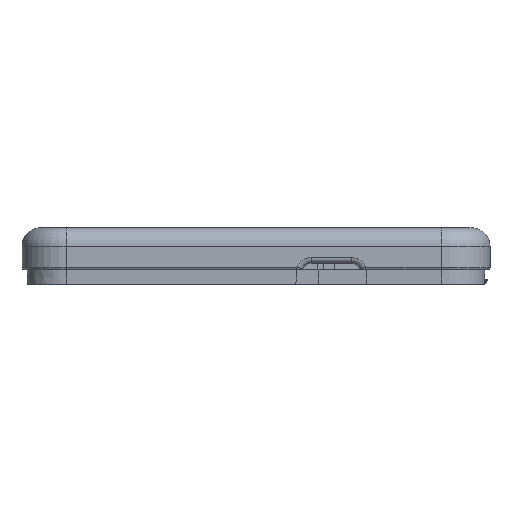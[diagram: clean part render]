
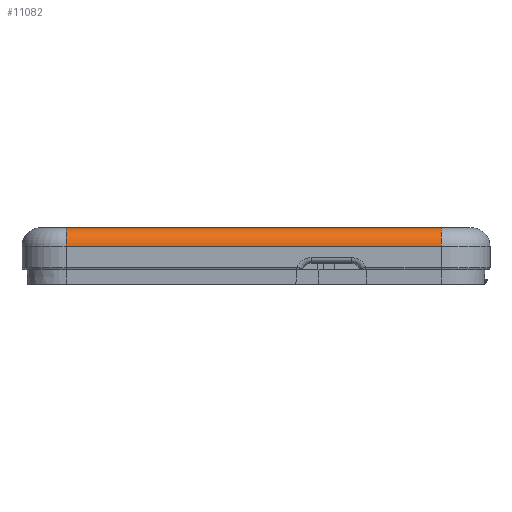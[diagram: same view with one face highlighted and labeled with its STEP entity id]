
A CAD part, left-side view. The second image highlights one B-rep face of the part: STEP entity #11082.
In plain terms, the highlighted cylindrical face has radius 5 mm (diameter 10 mm), a partial arc.
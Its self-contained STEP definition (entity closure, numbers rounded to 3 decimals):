
#854=CIRCLE('',#12251,5.);
#856=CIRCLE('',#12254,5.);
#937=CYLINDRICAL_SURFACE('',#12253,5.);
#1537=FACE_OUTER_BOUND('',#2184,.T.);
#2184=EDGE_LOOP('',(#10064,#10065,#10066,#10067));
#2377=LINE('',#16739,#3351);
#3129=LINE('',#19309,#4103);
#3351=VECTOR('',#12783,10.);
#4103=VECTOR('',#15183,10.);
#4357=VERTEX_POINT('',#16736);
#4358=VERTEX_POINT('',#16738);
#5095=VERTEX_POINT('',#19306);
#5096=VERTEX_POINT('',#19308);
#5469=EDGE_CURVE('',#4358,#4357,#2377,.T.);
#6660=EDGE_CURVE('',#5096,#5095,#3129,.T.);
#6801=EDGE_CURVE('',#4358,#5095,#854,.T.);
#6803=EDGE_CURVE('',#4357,#5096,#856,.T.);
#10064=ORIENTED_EDGE('',*,*,#6803,.T.);
#10065=ORIENTED_EDGE('',*,*,#6660,.T.);
#10066=ORIENTED_EDGE('',*,*,#6801,.F.);
#10067=ORIENTED_EDGE('',*,*,#5469,.T.);
#11082=ADVANCED_FACE('',(#1537),#937,.T.);
#12251=AXIS2_PLACEMENT_3D('',#19679,#15561,#15562);
#12253=AXIS2_PLACEMENT_3D('',#19681,#15565,#15566);
#12254=AXIS2_PLACEMENT_3D('',#19682,#15567,#15568);
#12783=DIRECTION('',(0.,-1.,0.));
#15183=DIRECTION('',(0.,1.,0.));
#15561=DIRECTION('center_axis',(0.,1.,0.));
#15562=DIRECTION('ref_axis',(-1.,0.,0.));
#15565=DIRECTION('center_axis',(0.,-1.,0.));
#15566=DIRECTION('ref_axis',(-0.707,0.,0.707));
#15567=DIRECTION('center_axis',(0.,1.,0.));
#15568=DIRECTION('ref_axis',(-1.,0.,0.));
#16736=CARTESIAN_POINT('',(-42.3,-50.511,8.));
#16738=CARTESIAN_POINT('',(-42.3,51.741,8.));
#16739=CARTESIAN_POINT('',(-42.3,-25.255,8.));
#19306=CARTESIAN_POINT('',(-37.3,51.741,13.));
#19308=CARTESIAN_POINT('',(-37.3,-50.511,13.));
#19309=CARTESIAN_POINT('',(-37.3,-25.255,13.));
#19679=CARTESIAN_POINT('Origin',(-37.3,51.741,8.));
#19681=CARTESIAN_POINT('Origin',(-37.3,-25.255,8.));
#19682=CARTESIAN_POINT('Origin',(-37.3,-50.511,8.));
